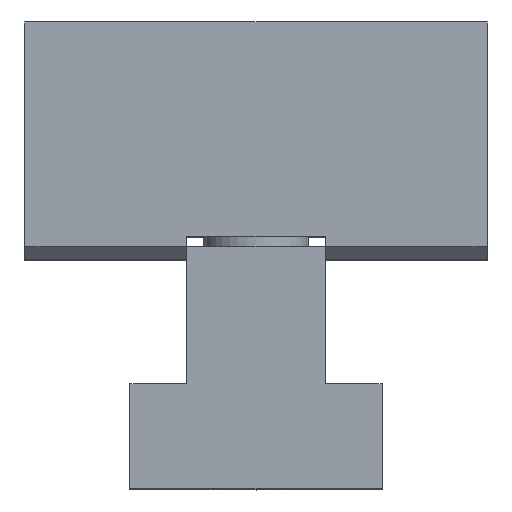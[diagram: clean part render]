
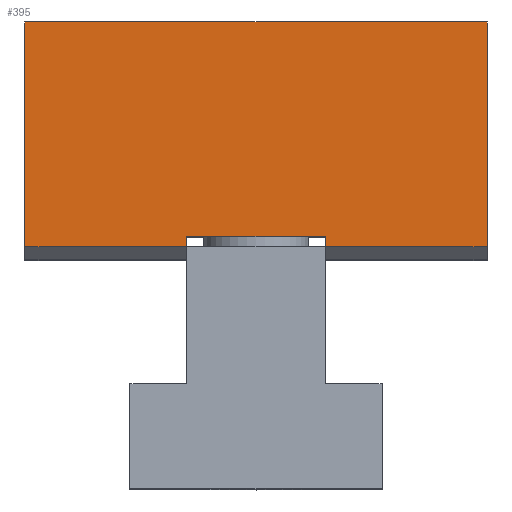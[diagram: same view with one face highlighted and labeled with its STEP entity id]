
A CAD part, top view. The second image highlights one B-rep face of the part: STEP entity #395.
In plain terms, the highlighted planar face has unit normal (0, 0, 1).
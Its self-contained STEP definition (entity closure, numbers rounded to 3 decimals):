
#395=ADVANCED_FACE('',(#807),#808,.T.);
#807=FACE_OUTER_BOUND('',#1250,.T.);
#808=PLANE('',#1251);
#1250=EDGE_LOOP('',(#2402,#2403,#2404,#2405,#2406,#2407,#2408,#2409));
#1251=AXIS2_PLACEMENT_3D('',#2410,#2411,#2412);
#2402=ORIENTED_EDGE('',*,*,#2702,.T.);
#2403=ORIENTED_EDGE('',*,*,#2755,.T.);
#2404=ORIENTED_EDGE('',*,*,#3108,.T.);
#2405=ORIENTED_EDGE('',*,*,#3105,.T.);
#2406=ORIENTED_EDGE('',*,*,#2699,.T.);
#2407=ORIENTED_EDGE('',*,*,#2809,.T.);
#2408=ORIENTED_EDGE('',*,*,#3110,.T.);
#2409=ORIENTED_EDGE('',*,*,#3090,.T.);
#2410=CARTESIAN_POINT('',(0.0,11.7,30.0));
#2411=DIRECTION('',(0.0,0.0,1.0));
#2412=DIRECTION('',(1.0,0.0,0.0));
#2699=EDGE_CURVE('',#3233,#3237,#3239,.T.);
#2702=EDGE_CURVE('',#3244,#3241,#3245,.T.);
#2755=EDGE_CURVE('',#3241,#3346,#3348,.T.);
#2809=EDGE_CURVE('',#3237,#3450,#3452,.T.);
#3090=EDGE_CURVE('',#3826,#3244,#3827,.T.);
#3105=EDGE_CURVE('',#3844,#3233,#3845,.T.);
#3108=EDGE_CURVE('',#3346,#3844,#3848,.T.);
#3110=EDGE_CURVE('',#3450,#3826,#3850,.T.);
#3233=VERTEX_POINT('',#4024);
#3237=VERTEX_POINT('',#4030);
#3239=LINE('',#4033,#4034);
#3241=VERTEX_POINT('',#4036);
#3244=VERTEX_POINT('',#4040);
#3245=LINE('',#4041,#4042);
#3346=VERTEX_POINT('',#4193);
#3348=LINE('',#4196,#4197);
#3450=VERTEX_POINT('',#4349);
#3452=LINE('',#4352,#4353);
#3826=VERTEX_POINT('',#4913);
#3827=LINE('',#4914,#4915);
#3844=VERTEX_POINT('',#4937);
#3845=LINE('',#4938,#4939);
#3848=LINE('',#4943,#4944);
#3850=LINE('',#4946,#4947);
#4024=CARTESIAN_POINT('',(6.6,2.0,30.0));
#4030=CARTESIAN_POINT('',(22.0,2.0,30.0));
#4033=CARTESIAN_POINT('',(0.5,2.0,30.0));
#4034=VECTOR('',#5166,1.0);
#4036=CARTESIAN_POINT('',(-6.6,2.0,30.0));
#4040=CARTESIAN_POINT('',(-22.0,2.0,30.0));
#4041=CARTESIAN_POINT('',(0.5,2.0,30.0));
#4042=VECTOR('',#5168,1.0);
#4193=CARTESIAN_POINT('',(-6.6,3.0,30.0));
#4196=CARTESIAN_POINT('',(-6.6,2.0,30.0));
#4197=VECTOR('',#5220,1.0);
#4349=CARTESIAN_POINT('',(22.0,23.4,30.0));
#4352=CARTESIAN_POINT('',(22.0,11.7,30.0));
#4353=VECTOR('',#5272,1.0);
#4913=CARTESIAN_POINT('',(-22.0,23.4,30.0));
#4914=CARTESIAN_POINT('',(-22.0,11.7,30.0));
#4915=VECTOR('',#5459,1.0);
#4937=CARTESIAN_POINT('',(6.6,3.0,30.0));
#4938=CARTESIAN_POINT('',(6.6,2.0,30.0));
#4939=VECTOR('',#5477,1.0);
#4943=CARTESIAN_POINT('',(0.0,3.0,30.0));
#4944=VECTOR('',#5479,1.0);
#4946=CARTESIAN_POINT('',(0.0,23.4,30.0));
#4947=VECTOR('',#5480,1.0);
#5166=DIRECTION('',(1.0,0.0,0.0));
#5168=DIRECTION('',(1.0,0.0,0.0));
#5220=DIRECTION('',(0.0,1.0,0.0));
#5272=DIRECTION('',(0.0,1.0,0.0));
#5459=DIRECTION('',(0.0,-1.0,0.0));
#5477=DIRECTION('',(0.0,-1.0,0.0));
#5479=DIRECTION('',(1.0,0.0,0.0));
#5480=DIRECTION('',(-1.0,0.0,0.0));
